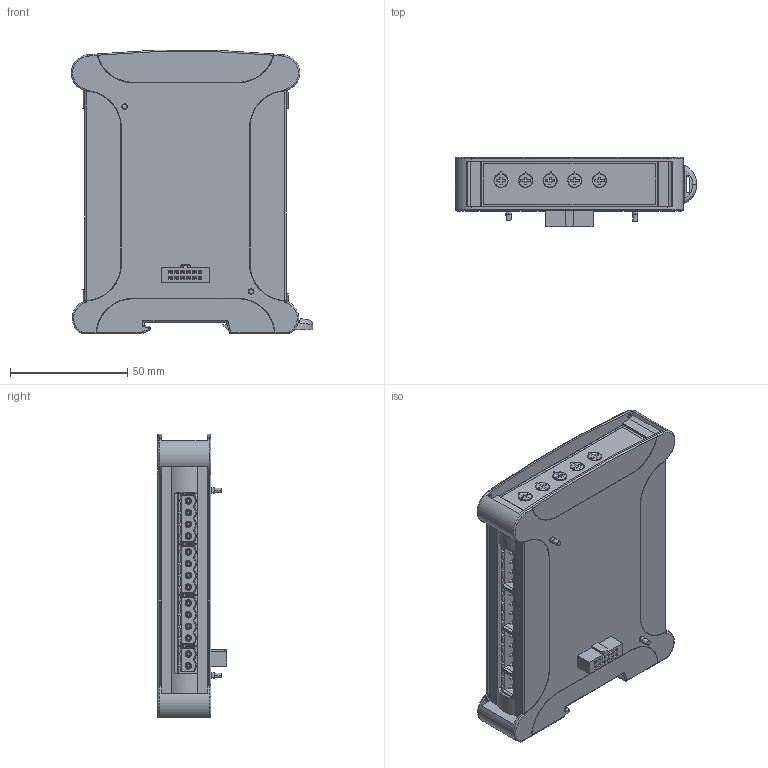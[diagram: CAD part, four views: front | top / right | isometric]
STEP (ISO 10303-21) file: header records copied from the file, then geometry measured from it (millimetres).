
FILE_DESCRIPTION((''),'2;1');
FILE_NAME('PAM03','2024-08-09T',('Parkey.Wang'),(''),'CREO PARAMETRIC BY PTC INC, 2015480','CREO PARAMETRIC BY PTC INC, 2015480','');
FILE_SCHEMA(('CONFIG_CONTROL_DESIGN'));
Products named in the file (1): PAM03
Bounding box: 103.11 x 29.84 x 121.08 mm (x, y, z)
Volume: 212689.5 mm3; surface area: 45252.9 mm2
Topology: 1 solids, 29 shells, 2135 faces, 6450 edges, 4503 vertices
Faces by surface type: plane 1680, cylinder 218, cone 194, torus 27, sphere 8, bspline 8
Entity records: 73888 total; most frequent: CARTESIAN_POINT 19393, ORIENTED_EDGE 11024, DIRECTION 10418, EDGE_CURVE 5512, VECTOR 4376, LINE 4376, VERTEX_POINT 3507, AXIS2_PLACEMENT_3D 3021
